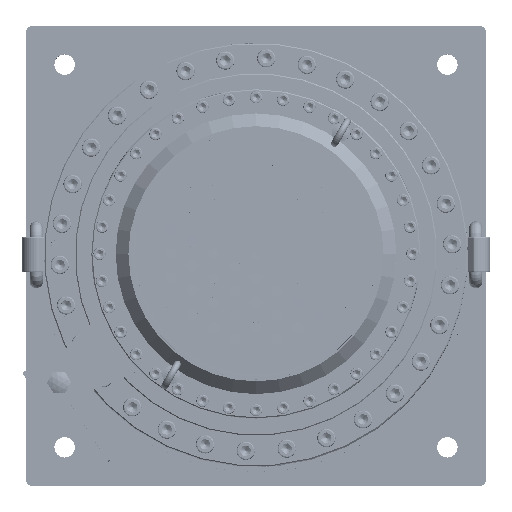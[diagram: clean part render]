
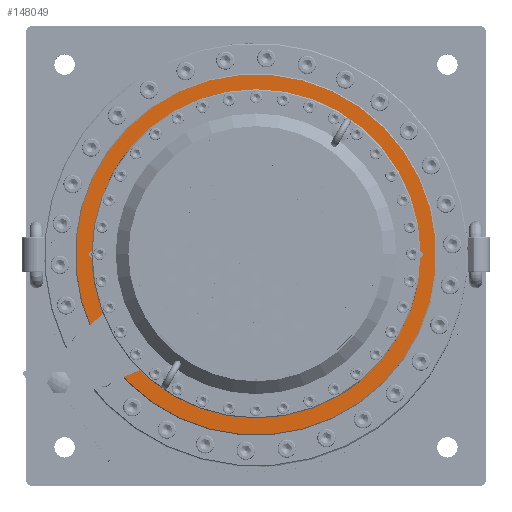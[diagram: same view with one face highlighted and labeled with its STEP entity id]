
A CAD part, top view. The second image highlights one B-rep face of the part: STEP entity #148049.
In plain terms, the highlighted planar face has unit normal (0, 0, 1).
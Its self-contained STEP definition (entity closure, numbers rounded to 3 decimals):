
#92366=CARTESIAN_POINT('',(-276.535,0.,1710.));
#92367=VERTEX_POINT('',#92366);
#92368=CARTESIAN_POINT('',(0.,0.,1710.));
#92369=DIRECTION('',(0.0,0.0,-1.0));
#92370=DIRECTION('',(1.0,0.0,0.0));
#92371=AXIS2_PLACEMENT_3D('',#92368,#92369,#92370);
#92372=CIRCLE('',#92371,276.535);
#92373=EDGE_CURVE('',#92367,#92367,#92372,.T.);
#112223=CARTESIAN_POINT('',(324.891,-4.891,1710.));
#112224=VERTEX_POINT('',#112223);
#112225=CARTESIAN_POINT('',(320.,0.,1710.));
#112226=DIRECTION('',(0.,0.,-1.0));
#112227=DIRECTION('',(0.707,-0.707,0.));
#112228=AXIS2_PLACEMENT_3D('',#112225,#112226,#112227);
#112229=CIRCLE('',#112228,6.918);
#112230=EDGE_CURVE('',#112224,#112224,#112229,.T.);
#112243=CARTESIAN_POINT('',(-324.891,4.891,1710.));
#112244=VERTEX_POINT('',#112243);
#112245=CARTESIAN_POINT('',(-320.,0.,1710.));
#112246=DIRECTION('',(0.,0.,-1.0));
#112247=DIRECTION('',(-0.707,0.707,0.));
#112248=AXIS2_PLACEMENT_3D('',#112245,#112246,#112247);
#112249=CIRCLE('',#112248,6.918);
#112250=EDGE_CURVE('',#112244,#112244,#112249,.T.);
#148024=CARTESIAN_POINT('',(-222.208,-222.208,1710.));
#148025=DIRECTION('',(0.0,0.0,1.0));
#148026=DIRECTION('',(-0.707,0.707,0.0));
#148027=AXIS2_PLACEMENT_3D('',#148024,#148025,#148026);
#148028=PLANE('',#148027);
#148029=CARTESIAN_POINT('',(-249.609,-249.609,1710.));
#148030=VERTEX_POINT('',#148029);
#148031=CARTESIAN_POINT('',(0.,0.,1710.));
#148032=DIRECTION('',(0.,0.,-1.0));
#148033=DIRECTION('',(-0.707,-0.707,0.));
#148034=AXIS2_PLACEMENT_3D('',#148031,#148032,#148033);
#148035=CIRCLE('',#148034,353.);
#148036=EDGE_CURVE('',#148030,#148030,#148035,.T.);
#148037=ORIENTED_EDGE('',*,*,#148036,.F.);
#148038=EDGE_LOOP('',(#148037));
#148039=FACE_OUTER_BOUND('',#148038,.T.);
#148040=ORIENTED_EDGE('',*,*,#92373,.T.);
#148041=EDGE_LOOP('',(#148040));
#148042=FACE_BOUND('',#148041,.T.);
#148043=ORIENTED_EDGE('',*,*,#112230,.T.);
#148044=EDGE_LOOP('',(#148043));
#148045=FACE_BOUND('',#148044,.T.);
#148046=ORIENTED_EDGE('',*,*,#112250,.T.);
#148047=EDGE_LOOP('',(#148046));
#148048=FACE_BOUND('',#148047,.T.);
#148049=ADVANCED_FACE('',(#148039,#148042,#148045,#148048),#148028,.T.);
